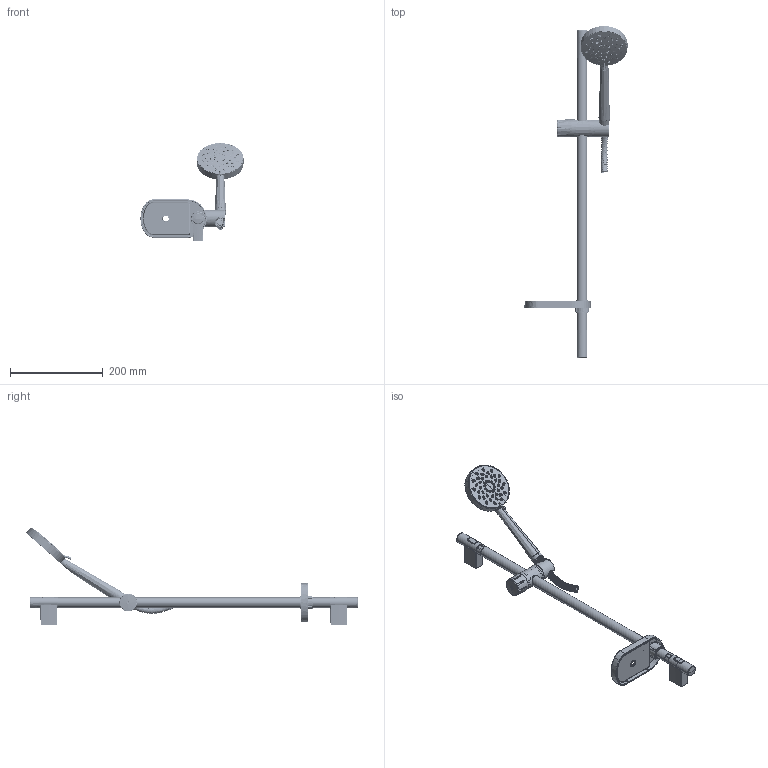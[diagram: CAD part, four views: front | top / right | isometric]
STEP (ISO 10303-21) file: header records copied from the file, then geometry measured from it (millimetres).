
FILE_DESCRIPTION((''),'2;1');
FILE_NAME('ZSAL206CR_ASM','2021-11-15T13:12:19',('ut3'),('PAFFONI SpA'),'CREO PARAMETRIC BY PTC INC, 2020044','CREO PARAMETRIC BY PTC INC, 2020044','');
FILE_SCHEMA(('CONFIG_CONTROL_DESIGN','SHAPE_APPEARANCE_LAYERS_GROUPS'));
Length unit declared in the file: millimetre
Products named in the file (20): 4071650CR_A; 4071650CR_B; 4071650CR_C; 4071650CR_D; 4071650CR_E; 4071650CR_F; 4071650CR_G; 4071650CR_H; 4071650CR_I; 4071650CR_L; 4071975CR; 4071650CR_N; 4071650CR_ASM; 4071003CRDG; 4072038CR_A; 4072038CR_B; 4072038CR_D; 4072038CR_C; 4072038CR_ASM; ZSAL206CR_ASM
Assembly tree (21 placements, depth 3):
  ZSAL206CR_ASM
    4071650CR_ASM
      4071650CR_A
      4071650CR_B  x2
      4071650CR_C  x2
      4071650CR_D
      4071650CR_E
      4071650CR_F
      4071650CR_G
      4071650CR_H
      4071650CR_I
      4071650CR_L
      4071975CR
      4071650CR_N
    4071003CRDG
    4072038CR_ASM
      4072038CR_A
      4072038CR_B
      4072038CR_D
      4072038CR_C
Bounding box: 221.54 x 713.73 x 210.32 mm (x, y, z)
Volume: 227339.2 mm3; surface area: 309620.1 mm2
Topology: 15 solids, 19 shells, 5796 faces, 14563 edges, 8916 vertices
Faces by surface type: bspline 2451, cylinder 1458, plane 854, cone 465, torus 236, sphere 198, extrusion 126, revolution 8
Entity records: 365386 total; most frequent: CARTESIAN_POINT 188510, ORIENTED_EDGE 27632, DIRECTION 17681, PRESENTATION_STYLE_ASSIGNMENT 16830, STYLED_ITEM 16830, CURVE_STYLE 13839, EDGE_CURVE 13831, VERTEX_POINT 8495
